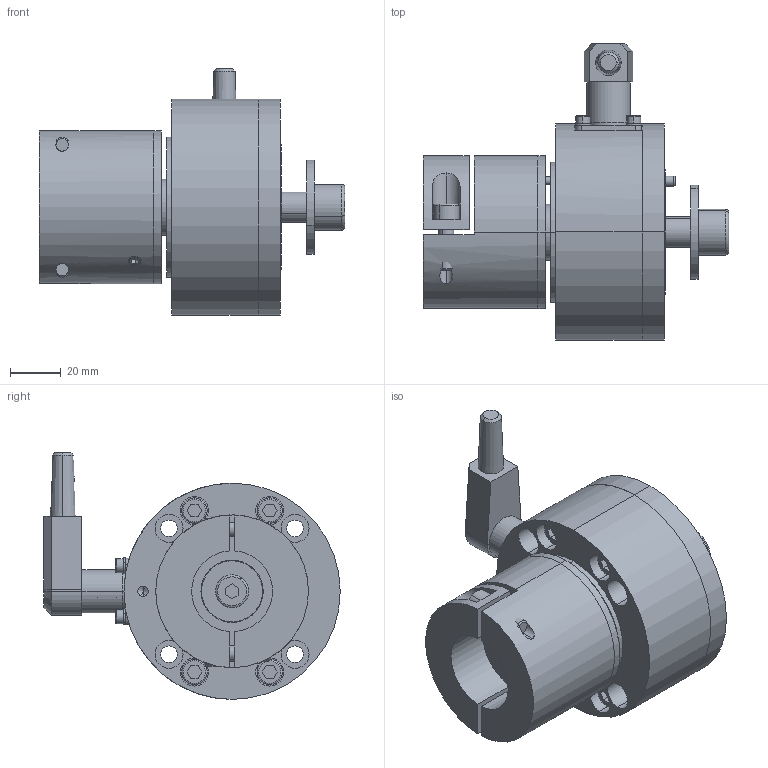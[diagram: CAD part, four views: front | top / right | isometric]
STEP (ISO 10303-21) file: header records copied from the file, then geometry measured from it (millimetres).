
FILE_DESCRIPTION (( 'STEP AP203' ), '1' );
FILE_NAME ('31102214_C.step', '2021-10-05T15:21:09', ( '' ), ( '' ), 'SwSTEP 2.0', 'SolidWorks 2018', '' );
FILE_SCHEMA (( 'CONFIG_CONTROL_DESIGN' ));
Length unit declared in the file: millimetre
Products named in the file (23): 070907-2_01; Zyl-Schr DIN912_M6x30; 31100948_01; 31102203_01; RKL_6203_01; Zyl-Schr DIN912_M12x25; 091113-3_stp_01; 061205-3_01; 061206-3_01; Gew-Sti-I6kt-Zapfen DIN915_M5x10; Spannstift_ISO13337_D04x10; 070910-4_01; Senkniete_90起d3x10; Zyl-Schr DIN912_M3x6; 31102214_C; 070908-1_stp_01; Sch DIN9021_M12; Federringe_DIN127A_M03; Flanschstecker_M14x1_Mini_5pol; Zyl-Schr DIN7984_M8x12; Sch DIN9021_M8; Zyl-Schr DIN912_M6x20; Se-Schr DIN7991_M3x8
Assembly tree (35 placements, depth 3):
  31102214_C
    070908-1_stp_01
      091113-3_stp_01
      070907-2_01
      070910-4_01
      Federringe_DIN127A_M03  x4
      Zyl-Schr DIN912_M3x6  x4
      Flanschstecker_M14x1_Mini_5pol
      Zyl-Schr DIN912_M6x30  x4
    31102203_01
      061206-3_01
      061205-3_01
      Zyl-Schr DIN912_M6x20  x2
      Zyl-Schr DIN7984_M8x12
      Senkniete_90起d3x10
      Se-Schr DIN7991_M3x8  x4
      Gew-Sti-I6kt-Zapfen DIN915_M5x10
      Sch DIN9021_M8
      RKL_6203_01
    31100948_01
    Zyl-Schr DIN912_M12x25
    Sch DIN9021_M12
    Spannstift_ISO13337_D04x10
Bounding box: 120 x 116.5 x 97 mm (x, y, z)
Volume: 309811.5 mm3; surface area: 113674.9 mm2
Topology: 43 solids, 43 shells, 803 faces, 1818 edges, 1140 vertices
Faces by surface type: cylinder 333, plane 278, cone 123, torus 53, sphere 16
Entity records: 20462 total; most frequent: CARTESIAN_POINT 3354, DIRECTION 3327, ORIENTED_EDGE 2688, AXIS2_PLACEMENT_3D 1369, EDGE_CURVE 1344, VERTEX_POINT 866, EDGE_LOOP 756, CIRCLE 721
